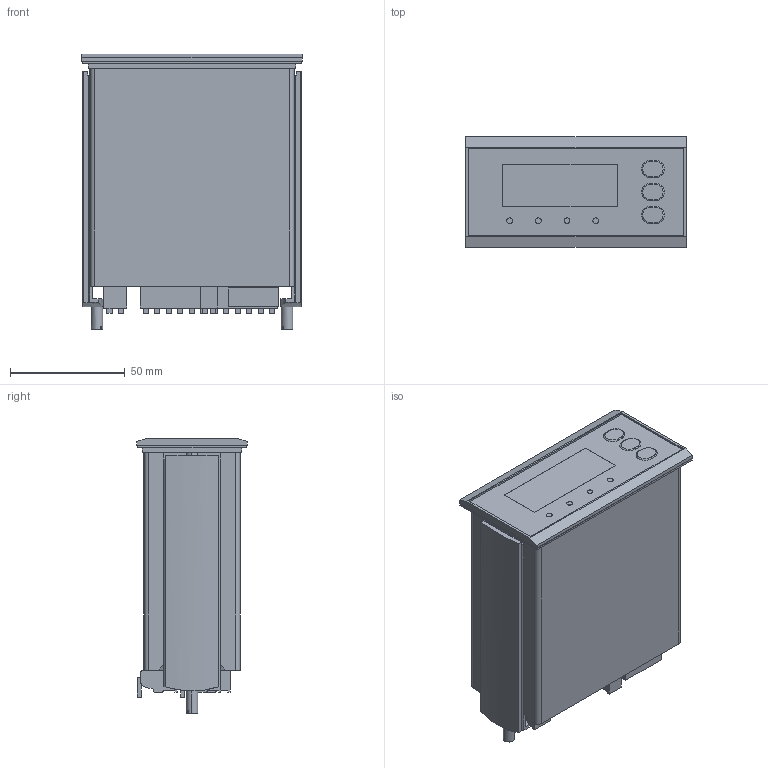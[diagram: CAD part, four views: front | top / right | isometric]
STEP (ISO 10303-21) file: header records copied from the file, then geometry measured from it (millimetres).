
FILE_DESCRIPTION(('CATIA V5 STEP Exchange','CAx-IF Rec.Pracs.--- Model Styling and Organization---1.4--- 2014-01-23'),'2;1');
FILE_NAME ('D1608404_0', '2024-04-15T08:00:58+00:00', ('none'), ('Weidmueller'), 'CATIA Version 5-6 Release 2016 SP3 HF44', 'CATIA V5 STEP AP214', 'none');
FILE_SCHEMA(('AUTOMOTIVE_DESIGN { 1 0 10303 214 1 1 1 1 }'));
Length unit declared in the file: millimetre
Products named in the file (1): S3D_ACT20D_LED_UI_AO_4RC_AC_DC
Bounding box: 96 x 48 x 120 mm (x, y, z)
Volume: 402473.3 mm3; surface area: 44625.1 mm2
Topology: 1 solids, 1 shells, 636 faces, 1814 edges, 1193 vertices
Faces by surface type: plane 496, cylinder 129, torus 6, extrusion 5
Entity records: 19830 total; most frequent: CARTESIAN_POINT 3766, ORIENTED_EDGE 3628, DIRECTION 2461, EDGE_CURVE 1814, VECTOR 1373, LINE 1368, VERTEX_POINT 1193, AXIS2_PLACEMENT_3D 723
